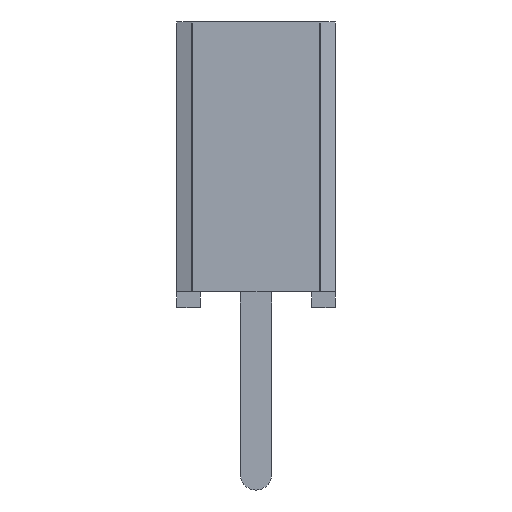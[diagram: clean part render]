
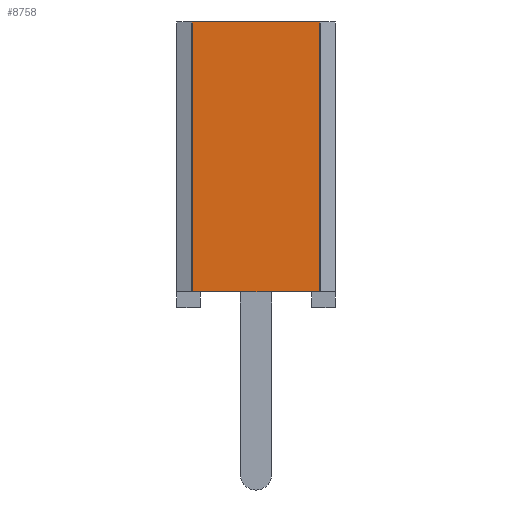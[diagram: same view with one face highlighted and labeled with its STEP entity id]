
A CAD part, left-side view. The second image highlights one B-rep face of the part: STEP entity #8758.
In plain terms, the highlighted planar face has unit normal (-1, 0, 0).
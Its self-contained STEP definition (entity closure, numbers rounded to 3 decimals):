
#8758 = ADVANCED_FACE('',(#8759),#8793,.F.);
#8759 = FACE_BOUND('',#8760,.T.);
#8760 = EDGE_LOOP('',(#8761,#8771,#8779,#8787));
#8761 = ORIENTED_EDGE('',*,*,#8762,.T.);
#8762 = EDGE_CURVE('',#8763,#8765,#8767,.T.);
#8763 = VERTEX_POINT('',#8764);
#8764 = CARTESIAN_POINT('',(-24.244,1.026,4.572));
#8765 = VERTEX_POINT('',#8766);
#8766 = CARTESIAN_POINT('',(-24.244,1.026,0.254));
#8767 = LINE('',#8768,#8769);
#8768 = CARTESIAN_POINT('',(-24.244,1.026,4.572));
#8769 = VECTOR('',#8770,1.);
#8770 = DIRECTION('',(0.,0.,-1.));
#8771 = ORIENTED_EDGE('',*,*,#8772,.T.);
#8772 = EDGE_CURVE('',#8765,#8773,#8775,.T.);
#8773 = VERTEX_POINT('',#8774);
#8774 = CARTESIAN_POINT('',(-24.244,-1.026,0.254));
#8775 = LINE('',#8776,#8777);
#8776 = CARTESIAN_POINT('',(-24.244,0.889,0.254));
#8777 = VECTOR('',#8778,1.);
#8778 = DIRECTION('',(0.,-1.,0.));
#8779 = ORIENTED_EDGE('',*,*,#8780,.T.);
#8780 = EDGE_CURVE('',#8773,#8781,#8783,.T.);
#8781 = VERTEX_POINT('',#8782);
#8782 = CARTESIAN_POINT('',(-24.244,-1.026,4.572));
#8783 = LINE('',#8784,#8785);
#8784 = CARTESIAN_POINT('',(-24.244,-1.026,4.572));
#8785 = VECTOR('',#8786,1.);
#8786 = DIRECTION('',(0.,0.,1.));
#8787 = ORIENTED_EDGE('',*,*,#8788,.F.);
#8788 = EDGE_CURVE('',#8763,#8781,#8789,.T.);
#8789 = LINE('',#8790,#8791);
#8790 = CARTESIAN_POINT('',(-24.244,1.27,4.572));
#8791 = VECTOR('',#8792,1.);
#8792 = DIRECTION('',(0.,-1.,0.));
#8793 = PLANE('',#8794);
#8794 = AXIS2_PLACEMENT_3D('',#8795,#8796,#8797);
#8795 = CARTESIAN_POINT('',(-24.244,1.27,4.572));
#8796 = DIRECTION('',(1.,0.,0.));
#8797 = DIRECTION('',(0.,1.,0.));
